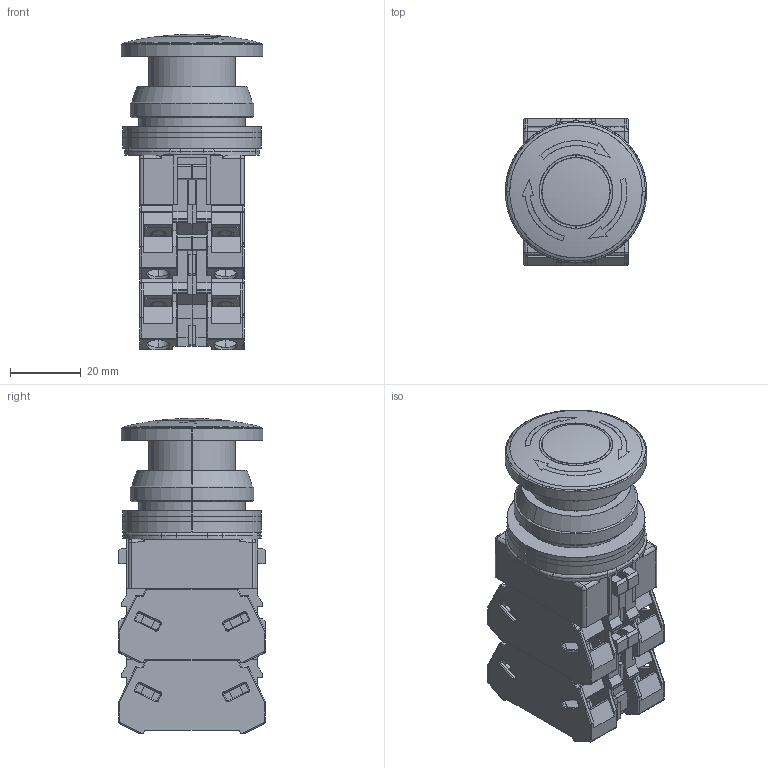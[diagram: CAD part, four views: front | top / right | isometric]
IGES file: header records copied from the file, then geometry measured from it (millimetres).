
Start section: SolidWorks IGES file using analytic representation for surfaces
Global section: file name: OUTSIDE-AVN3.IGS,15; native system: HSolidWorks 2014; preprocessor: SolidWorks 2014; author: 1002606; date: 170530.172953; units: millimetre
Bounding box: 40 x 41.4 x 88.99 mm (x, y, z)
Surface area: 35749.6 mm2 (no closed solid volume)
Topology: 0 solids, 0 shells, 1278 faces, 11690 edges, 11674 vertices
Faces by surface type: bspline 909, revolution 369
